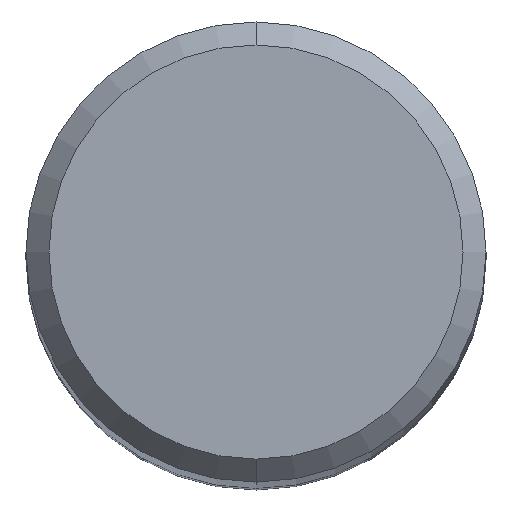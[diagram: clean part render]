
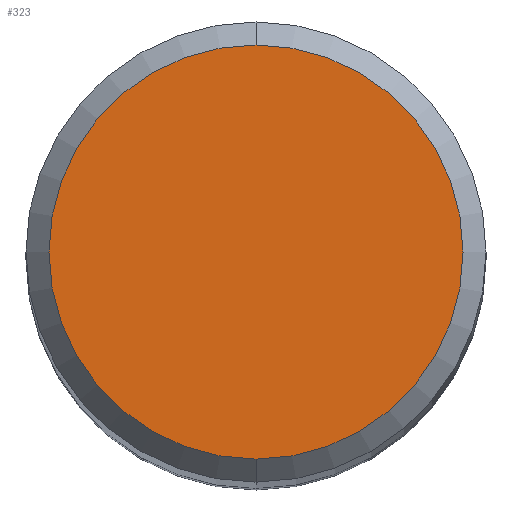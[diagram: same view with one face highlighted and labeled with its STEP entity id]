
A CAD part, top view. The second image highlights one B-rep face of the part: STEP entity #323.
In plain terms, the highlighted planar face has unit normal (0, 0, 1).
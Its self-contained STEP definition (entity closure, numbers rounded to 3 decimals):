
#197=VERTEX_POINT('',#476);
#199=VERTEX_POINT('',#478);
#323=ADVANCED_FACE('',(#612),#613,.T.);
#363=EDGE_CURVE('',#197,#199,#659,.T.);
#387=EDGE_CURVE('',#199,#197,#686,.T.);
#476=CARTESIAN_POINT('',(0.0,3.6,0.0));
#478=CARTESIAN_POINT('',(0.,-3.6,0.0));
#612=FACE_OUTER_BOUND('',#1110,.T.);
#613=PLANE('',#1111);
#659=CIRCLE('',#1195,3.6);
#686=CIRCLE('',#1258,3.6);
#1110=EDGE_LOOP('',(#1490,#1491));
#1111=AXIS2_PLACEMENT_3D('',#1492,#1493,#1494);
#1195=AXIS2_PLACEMENT_3D('',#1562,#1563,#1564);
#1258=AXIS2_PLACEMENT_3D('',#1600,#1601,#1602);
#1490=ORIENTED_EDGE('',*,*,#363,.F.);
#1491=ORIENTED_EDGE('',*,*,#387,.F.);
#1492=CARTESIAN_POINT('',(0.0,1.8,0.0));
#1493=DIRECTION('',(-0.0,0.0,1.0));
#1494=DIRECTION('',(0.0,-1.0,0.0));
#1562=CARTESIAN_POINT('',(0.0,0.0,0.0));
#1563=DIRECTION('',(0.0,0.0,-1.0));
#1564=DIRECTION('',(0.0,1.0,0.0));
#1600=CARTESIAN_POINT('',(0.0,0.0,0.0));
#1601=DIRECTION('',(0.0,0.0,-1.0));
#1602=DIRECTION('',(0.0,1.0,0.0));
